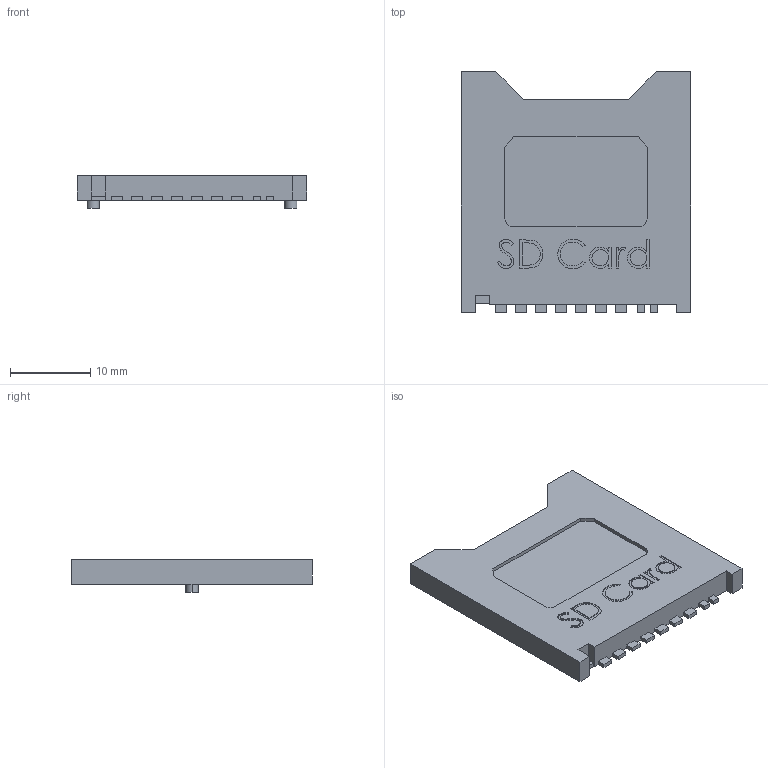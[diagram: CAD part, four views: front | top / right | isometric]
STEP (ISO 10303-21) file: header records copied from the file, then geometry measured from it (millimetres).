
FILE_DESCRIPTION (( 'STEP AP214' ), '1' );
FILE_NAME ('User Library-SD Kart.STEP', '2020-01-03T10:18:24', ( '' ), ( '' ), 'SwSTEP 2.0', 'SolidWorks 2019', '' );
FILE_SCHEMA (( 'AUTOMOTIVE_DESIGN' ));
Length unit declared in the file: millimetre
Products named in the file (1): User Library-SD Kart
Bounding box: 28.6 x 30 x 4 mm (x, y, z)
Volume: 1026.3 mm3; surface area: 2916.7 mm2
Topology: 1 solids, 1 shells, 163 faces, 450 edges, 300 vertices
Faces by surface type: plane 105, bspline 52, cylinder 6
Entity records: 9352 total; most frequent: CARTESIAN_POINT 3846, ORIENTED_EDGE 900, DIRECTION 582, EDGE_CURVE 450, LINE 334, VECTOR 334, VERTEX_POINT 300, EDGE_LOOP 176
